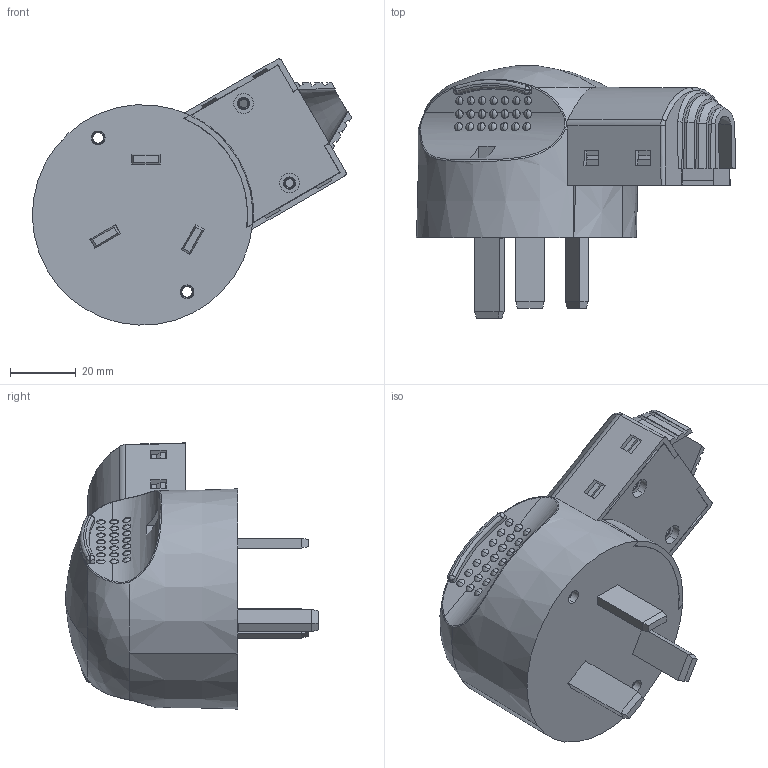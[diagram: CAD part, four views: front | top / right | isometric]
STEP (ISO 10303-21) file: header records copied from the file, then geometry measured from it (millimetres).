
FILE_DESCRIPTION (( 'STEP AP203' ), '1' );
FILE_NAME ('MODEL.STEP', '2023-06-22T12:51:36', ( '' ), ( '' ), 'SwSTEP 2.0', 'SolidWorks 2022', '' );
FILE_SCHEMA (( 'CONFIG_CONTROL_DESIGN' ));
Length unit declared in the file: millimetre
Products named in the file (1): MODEL
Bounding box: 97 x 76.7 x 80.87 mm (x, y, z)
Volume: 174733.9 mm3; surface area: 28640.4 mm2
Topology: 1 solids, 5 shells, 476 faces, 1247 edges, 820 vertices
Faces by surface type: plane 205, sphere 86, cylinder 68, bspline 44, cone 41, torus 32
Entity records: 20148 total; most frequent: CARTESIAN_POINT 9015, ORIENTED_EDGE 2478, DIRECTION 2021, EDGE_CURVE 1239, VERTEX_POINT 820, AXIS2_PLACEMENT_3D 758, EDGE_LOOP 539, VECTOR 505
